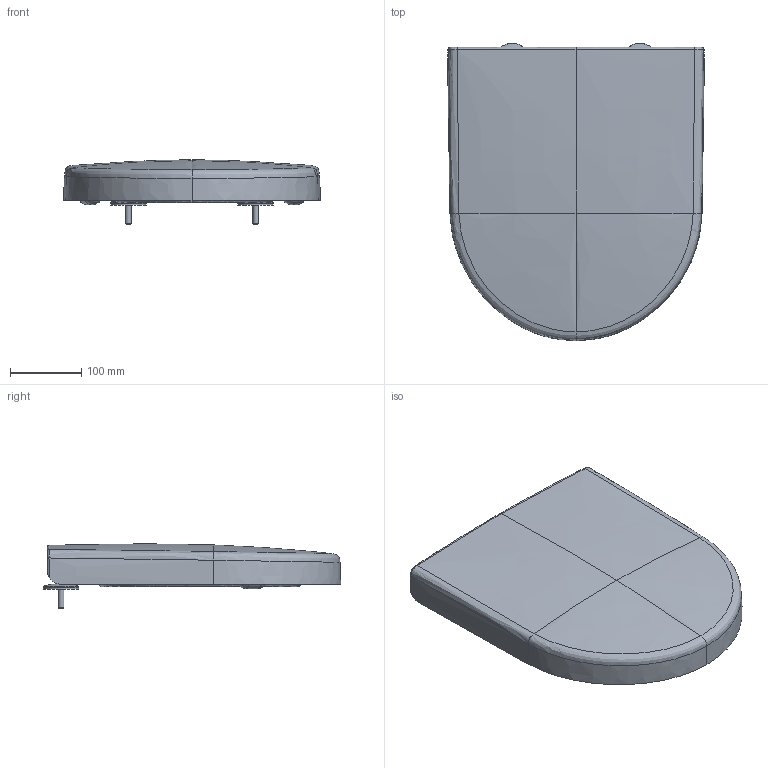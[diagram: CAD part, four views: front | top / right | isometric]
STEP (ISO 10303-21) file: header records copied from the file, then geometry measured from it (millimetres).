
FILE_DESCRIPTION(/* description */ (''),/* implementation_level */ '2;1');
FILE_NAME(/* name */ '9M69S1_WCS.stp',/* time_stamp */ '2021-11-09T07:55:01+01:00',/* author */ (''),/* organization */ (''),/* preprocessor_version */ 'ST-DEVELOPER v18.1',/* originating_system */ 'SIEMENS PLM Software NX 1973',/* authorisation */ '');
FILE_SCHEMA (('AUTOMOTIVE_DESIGN { 1 0 10303 214 3 1 1 1 }'));
Products named in the file (1): Muel082477C2ajzp
Bounding box: 360.85 x 418.6 x 90.62 mm (x, y, z)
Volume: 1593031.9 mm3; surface area: 592721.3 mm2
Topology: 10 solids, 10 shells, 587 faces, 1431 edges, 832 vertices
Faces by surface type: bspline 399, cylinder 70, plane 52, torus 30, cone 16, sphere 14, extrusion 6
Full cylindrical faces by diameter (mm): 6.647 x2, 8 x2, 8.2 x2, 8.85 x2, 27.528 x2, 50 x2
Entity records: 85397 total; most frequent: CARTESIAN_POINT 75280, ORIENTED_EDGE 2702, EDGE_CURVE 1351, DIRECTION 1055, B_SPLINE_CURVE_WITH_KNOTS 812, VERTEX_POINT 809, EDGE_LOOP 622, ADVANCED_FACE 587
